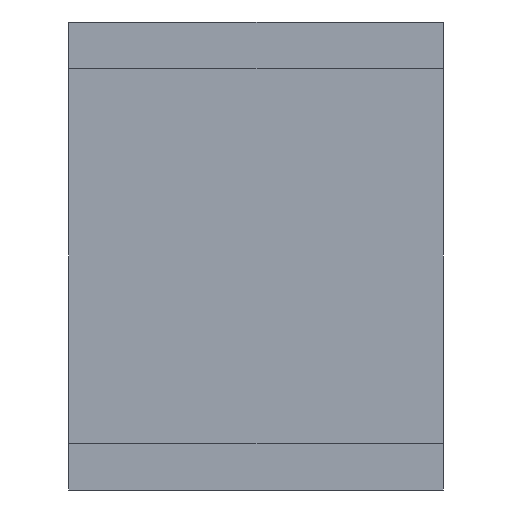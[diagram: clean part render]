
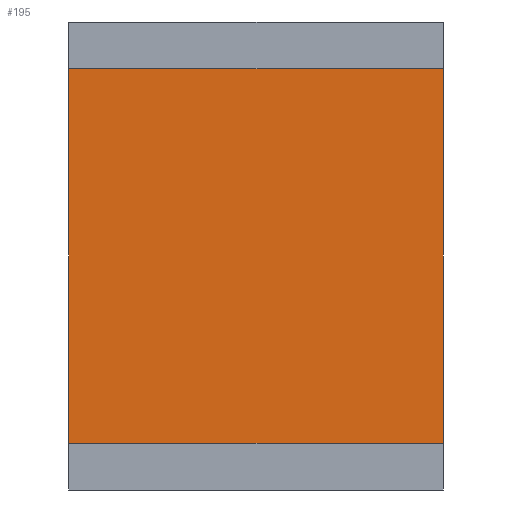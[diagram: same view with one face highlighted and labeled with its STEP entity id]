
A CAD part, left-side view. The second image highlights one B-rep face of the part: STEP entity #195.
In plain terms, the highlighted planar face has unit normal (-1, 0, 0).
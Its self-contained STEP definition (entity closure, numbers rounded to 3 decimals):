
#4 = VERTEX_POINT ( 'NONE', #627 ) ;
#11 = VECTOR ( 'NONE', #219, 1000. ) ;
#19 = DIRECTION ( 'NONE',  ( 0., 1., 0. ) ) ;
#31 = LINE ( 'NONE', #71, #472 ) ;
#32 = DIRECTION ( 'NONE',  ( 0., 1., 0. ) ) ;
#40 = CARTESIAN_POINT ( 'NONE',  ( -19., -17.22, 8. ) ) ;
#67 = VERTEX_POINT ( 'NONE', #493 ) ;
#71 = CARTESIAN_POINT ( 'NONE',  ( -19., -8., 10. ) ) ;
#124 = LINE ( 'NONE', #454, #135 ) ;
#125 = CARTESIAN_POINT ( 'NONE',  ( -19., -8., 8. ) ) ;
#131 = LINE ( 'NONE', #228, #11 ) ;
#135 = VECTOR ( 'NONE', #19, 1000. ) ;
#137 = DIRECTION ( 'NONE',  ( 0., 0., -1. ) ) ;
#138 = DIRECTION ( 'NONE',  ( 1., 0., 0. ) ) ;
#193 = ORIENTED_EDGE ( 'NONE', *, *, #412, .T. ) ;
#195 = ADVANCED_FACE ( 'NONE', ( #308 ), #408, .F. ) ;
#204 = CARTESIAN_POINT ( 'NONE',  ( -19., 8., 10. ) ) ;
#217 = VERTEX_POINT ( 'NONE', #349 ) ;
#219 = DIRECTION ( 'NONE',  ( 0., 0., -1. ) ) ;
#223 = DIRECTION ( 'NONE',  ( 0., 0., -1. ) ) ;
#228 = CARTESIAN_POINT ( 'NONE',  ( -19., 8., 10. ) ) ;
#262 = VECTOR ( 'NONE', #32, 1000. ) ;
#283 = EDGE_CURVE ( 'NONE', #4, #67, #131, .T. ) ;
#308 = FACE_OUTER_BOUND ( 'NONE', #566, .T. ) ;
#349 = CARTESIAN_POINT ( 'NONE',  ( -19., -8., -8. ) ) ;
#393 = VERTEX_POINT ( 'NONE', #125 ) ;
#396 = ORIENTED_EDGE ( 'NONE', *, *, #437, .F. ) ;
#408 = PLANE ( 'NONE',  #669 ) ;
#412 = EDGE_CURVE ( 'NONE', #393, #4, #674, .T. ) ;
#415 = EDGE_CURVE ( 'NONE', #217, #67, #124, .T. ) ;
#437 = EDGE_CURVE ( 'NONE', #393, #217, #31, .T. ) ;
#454 = CARTESIAN_POINT ( 'NONE',  ( -19., -17.22, -8. ) ) ;
#472 = VECTOR ( 'NONE', #223, 1000. ) ;
#493 = CARTESIAN_POINT ( 'NONE',  ( -19., 8., -8. ) ) ;
#566 = EDGE_LOOP ( 'NONE', ( #655, #671, #396, #193 ) ) ;
#627 = CARTESIAN_POINT ( 'NONE',  ( -19., 8., 8. ) ) ;
#655 = ORIENTED_EDGE ( 'NONE', *, *, #283, .T. ) ;
#669 = AXIS2_PLACEMENT_3D ( 'NONE', #204, #138, #137 ) ;
#671 = ORIENTED_EDGE ( 'NONE', *, *, #415, .F. ) ;
#674 = LINE ( 'NONE', #40, #262 ) ;
